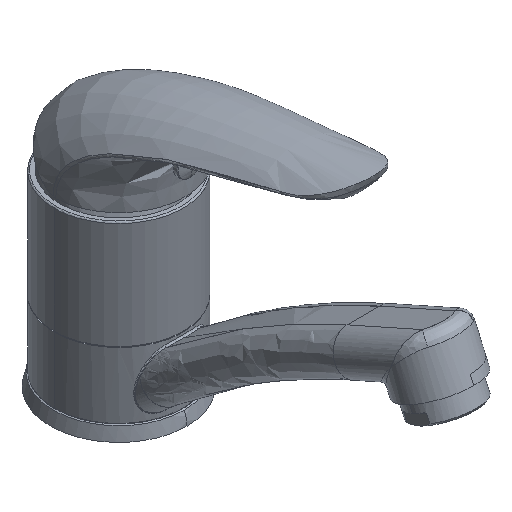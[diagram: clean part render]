
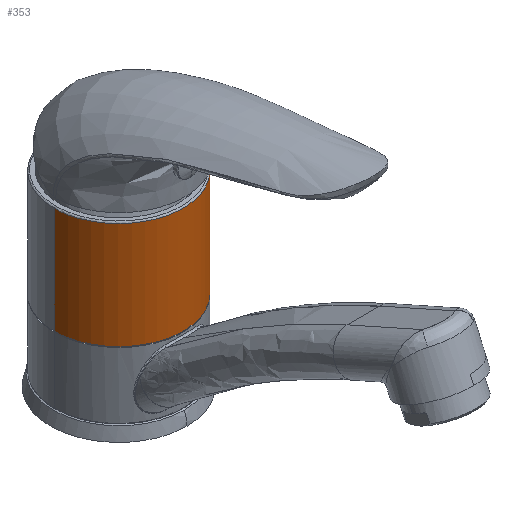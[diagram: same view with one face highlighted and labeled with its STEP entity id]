
A CAD part, isometric view. The second image highlights one B-rep face of the part: STEP entity #353.
In plain terms, the highlighted cylindrical face has radius 24.5 mm (diameter 49 mm), a partial arc.
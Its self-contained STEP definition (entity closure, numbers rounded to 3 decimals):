
#353=ADVANCED_FACE('',(#3145),#34885,.T.);
#3145=FACE_OUTER_BOUND('',#5196,.T.);
#5196=EDGE_LOOP('',(#8348,#8349,#8350,#8351));
#8348=ORIENTED_EDGE('',*,*,#19670,.T.);
#8349=ORIENTED_EDGE('',*,*,#19637,.F.);
#8350=ORIENTED_EDGE('',*,*,#19671,.F.);
#8351=ORIENTED_EDGE('',*,*,#19639,.F.);
#19637=EDGE_CURVE('',#31181,#31185,#25310,.T.);
#19639=EDGE_CURVE('',#31186,#31182,#25311,.T.);
#19670=EDGE_CURVE('',#31186,#31185,#30128,.T.);
#19671=EDGE_CURVE('',#31182,#31181,#30129,.T.);
#25310=B_SPLINE_CURVE_WITH_KNOTS('',1,(#43007,#43008),.UNSPECIFIED.,.F.,
 .F.,(2,2),(-40.5,0.),.UNSPECIFIED.);
#25311=B_SPLINE_CURVE_WITH_KNOTS('',1,(#43014,#43015),.UNSPECIFIED.,.F.,
 .F.,(2,2),(-40.5,0.),.UNSPECIFIED.);
#30128=(
BOUNDED_CURVE()
B_SPLINE_CURVE(2,(#43132,#43133,#43134,#43135,#43136),.UNSPECIFIED.,.F.,
 .F.)
B_SPLINE_CURVE_WITH_KNOTS((3,2,3),(75.226,112.925,150.624),
 .UNSPECIFIED.)
CURVE()
GEOMETRIC_REPRESENTATION_ITEM()
RATIONAL_B_SPLINE_CURVE((1.,0.707,1.,0.707,1.))
REPRESENTATION_ITEM('')
);
#30129=(
BOUNDED_CURVE()
B_SPLINE_CURVE(2,(#43137,#43138,#43139,#43140,#43141),.UNSPECIFIED.,.F.,
 .F.)
B_SPLINE_CURVE_WITH_KNOTS((3,2,3),(0.,38.485,76.969),
 .UNSPECIFIED.)
CURVE()
GEOMETRIC_REPRESENTATION_ITEM()
RATIONAL_B_SPLINE_CURVE((1.,0.707,1.,0.707,1.))
REPRESENTATION_ITEM('')
);
#31181=VERTEX_POINT('',#42980);
#31182=VERTEX_POINT('',#42981);
#31185=VERTEX_POINT('',#42984);
#31186=VERTEX_POINT('',#42985);
#34885=CYLINDRICAL_SURFACE('',#37288,24.5);
#37288=AXIS2_PLACEMENT_3D('',#42979,#39173,$);
#39173=DIRECTION('',(0.,0.,1.));
#42979=CARTESIAN_POINT('',(0.,0.,-20.25));
#42980=CARTESIAN_POINT('',(24.5,0.,0.));
#42981=CARTESIAN_POINT('',(-24.5,0.,0.));
#42984=CARTESIAN_POINT('',(24.5,0.,-40.5));
#42985=CARTESIAN_POINT('',(-24.5,0.,-40.5));
#43007=CARTESIAN_POINT('',(24.5,0.,0.));
#43008=CARTESIAN_POINT('',(24.5,0.,-40.5));
#43014=CARTESIAN_POINT('',(-24.5,0.,-40.5));
#43015=CARTESIAN_POINT('',(-24.5,0.,0.));
#43132=CARTESIAN_POINT('',(-24.5,0.,-40.5));
#43133=CARTESIAN_POINT('',(-24.5,-24.5,-40.5));
#43134=CARTESIAN_POINT('',(0.,-24.5,-40.5));
#43135=CARTESIAN_POINT('',(24.5,-24.5,-40.5));
#43136=CARTESIAN_POINT('',(24.5,0.,-40.5));
#43137=CARTESIAN_POINT('',(-24.5,0.,0.));
#43138=CARTESIAN_POINT('',(-24.5,-24.5,0.));
#43139=CARTESIAN_POINT('',(0.,-24.5,0.));
#43140=CARTESIAN_POINT('',(24.5,-24.5,0.));
#43141=CARTESIAN_POINT('',(24.5,0.,0.));
